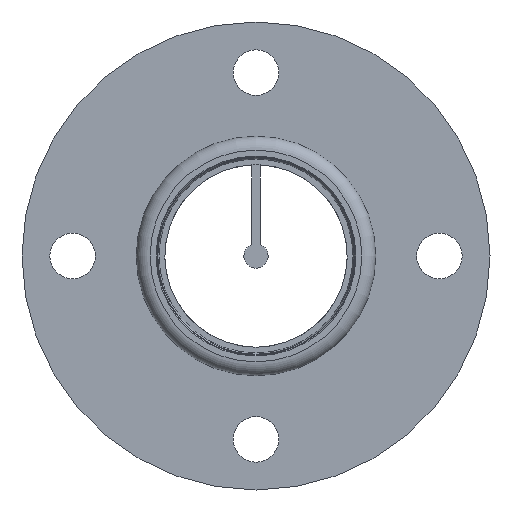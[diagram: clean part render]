
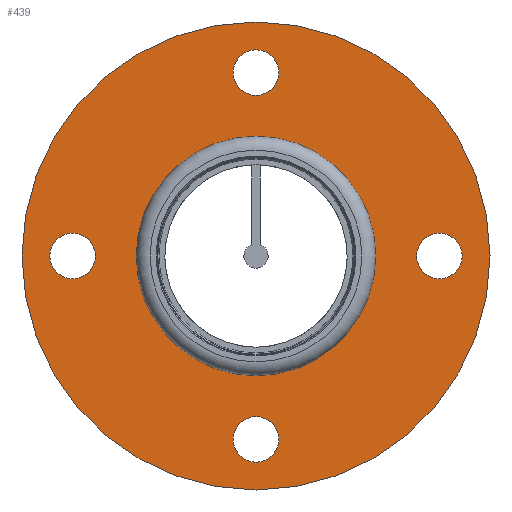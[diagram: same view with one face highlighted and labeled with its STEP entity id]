
A CAD part, left-side view. The second image highlights one B-rep face of the part: STEP entity #439.
In plain terms, the highlighted planar face has unit normal (-1, 0, 0).
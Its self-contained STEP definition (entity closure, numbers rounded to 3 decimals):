
#47=PLANE($,#487);
#64=FACE_BOUND($,#136,.T.);
#65=FACE_BOUND($,#137,.T.);
#66=FACE_BOUND($,#138,.T.);
#67=FACE_BOUND($,#139,.T.);
#68=FACE_BOUND($,#140,.T.);
#69=FACE_BOUND($,#141,.T.);
#136=EDGE_LOOP($,(#316));
#137=EDGE_LOOP($,(#317));
#138=EDGE_LOOP($,(#318));
#139=EDGE_LOOP($,(#319));
#140=EDGE_LOOP($,(#320));
#141=EDGE_LOOP($,(#321));
#188=CIRCLE($,#469,38.2);
#191=CIRCLE($,#474,9.);
#193=CIRCLE($,#477,9.);
#195=CIRCLE($,#480,9.);
#197=CIRCLE($,#483,9.);
#200=CIRCLE($,#488,92.5);
#222=VERTEX_POINT($,#687);
#225=VERTEX_POINT($,#695);
#227=VERTEX_POINT($,#700);
#229=VERTEX_POINT($,#705);
#231=VERTEX_POINT($,#710);
#234=VERTEX_POINT($,#718);
#260=EDGE_CURVE($,#222,#222,#188,.T.);
#263=EDGE_CURVE($,#225,#225,#191,.T.);
#265=EDGE_CURVE($,#227,#227,#193,.T.);
#267=EDGE_CURVE($,#229,#229,#195,.T.);
#269=EDGE_CURVE($,#231,#231,#197,.T.);
#272=EDGE_CURVE($,#234,#234,#200,.T.);
#316=ORIENTED_EDGE($,*,*,#260,.T.);
#317=ORIENTED_EDGE($,*,*,#263,.T.);
#318=ORIENTED_EDGE($,*,*,#265,.T.);
#319=ORIENTED_EDGE($,*,*,#267,.T.);
#320=ORIENTED_EDGE($,*,*,#269,.T.);
#321=ORIENTED_EDGE($,*,*,#272,.F.);
#439=ADVANCED_FACE($,(#64,#65,#66,#67,#68,#69),#47,.T.);
#469=AXIS2_PLACEMENT_3D($,#688,#541,#542);
#474=AXIS2_PLACEMENT_3D($,#696,#551,#552);
#477=AXIS2_PLACEMENT_3D($,#701,#557,#558);
#480=AXIS2_PLACEMENT_3D($,#706,#563,#564);
#483=AXIS2_PLACEMENT_3D($,#711,#569,#570);
#487=AXIS2_PLACEMENT_3D($,#717,#577,#578);
#488=AXIS2_PLACEMENT_3D($,#719,#579,#580);
#541=DIRECTION('center_axis',(1.,0.,0.));
#542=DIRECTION('ref_axis',(0.,-1.,0.));
#551=DIRECTION('center_axis',(1.,0.,0.));
#552=DIRECTION('ref_axis',(0.,1.,0.));
#557=DIRECTION('center_axis',(1.,0.,0.));
#558=DIRECTION('ref_axis',(0.,0.,-1.));
#563=DIRECTION('center_axis',(1.,0.,0.));
#564=DIRECTION('ref_axis',(0.,-1.,0.));
#569=DIRECTION('center_axis',(1.,0.,0.));
#570=DIRECTION('ref_axis',(0.,0.,1.));
#577=DIRECTION('center_axis',(-1.,0.,0.));
#578=DIRECTION('ref_axis',(0.,0.,1.));
#579=DIRECTION('center_axis',(1.,0.,0.));
#580=DIRECTION('ref_axis',(0.,1.,0.));
#687=CARTESIAN_POINT('',(0.,-38.2,0.));
#688=CARTESIAN_POINT('Origin',(0.,0.,
0.));
#695=CARTESIAN_POINT('',(0.,-9.,-72.5));
#696=CARTESIAN_POINT('Origin',(0.,0.,
-72.5));
#700=CARTESIAN_POINT('',(0.,-72.5,9.));
#701=CARTESIAN_POINT('Origin',(0.,-72.5,0.));
#705=CARTESIAN_POINT('',(0.,9.,72.5));
#706=CARTESIAN_POINT('Origin',(0.,0.,
72.5));
#710=CARTESIAN_POINT('',(0.,72.5,-9.));
#711=CARTESIAN_POINT('Origin',(0.,72.5,0.));
#717=CARTESIAN_POINT('Origin',(0.,46.25,0.));
#718=CARTESIAN_POINT('',(0.,92.5,0.));
#719=CARTESIAN_POINT('Origin',(0.,0.,
0.));
